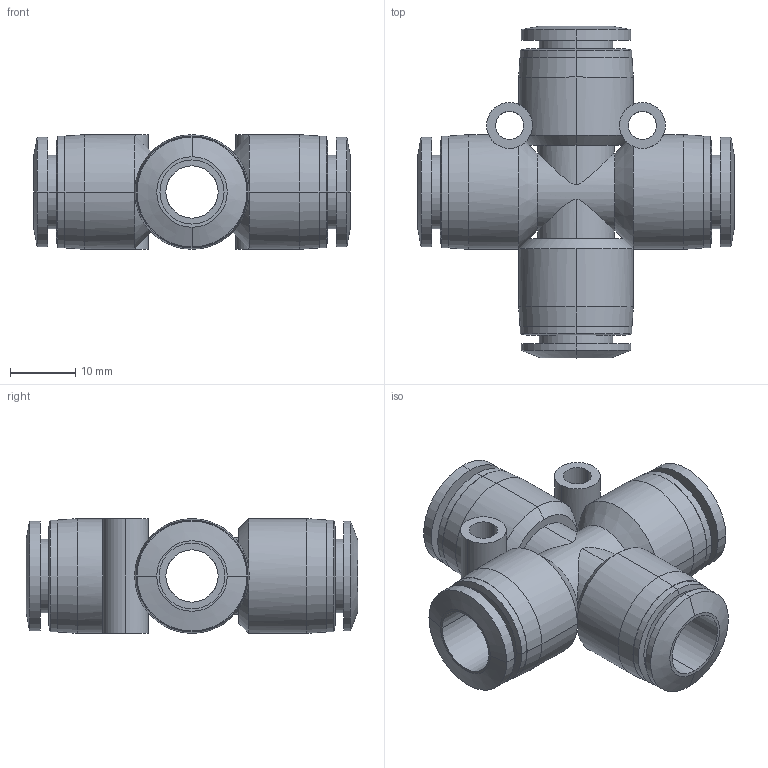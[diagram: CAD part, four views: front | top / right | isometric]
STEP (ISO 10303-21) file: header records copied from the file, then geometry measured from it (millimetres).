
FILE_DESCRIPTION (( 'STEP AP214' ), '1' );
FILE_NAME ('UX38.STEP', '2019-08-01T17:27:55', ( '' ), ( '' ), 'SwSTEP 2.0', 'SolidWorks 2018', '' );
FILE_SCHEMA (( 'AUTOMOTIVE_DESIGN' ));
Length unit declared in the file: inch
Products named in the file (1): UX38
Bounding box: 48.39 x 50.69 x 17.5 mm (x, y, z)
Volume: 11357.6 mm3; surface area: 9579.6 mm2
Topology: 1 solids, 1 shells, 122 faces, 296 edges, 184 vertices
Faces by surface type: cylinder 62, cone 34, plane 26
Entity records: 4104 total; most frequent: CARTESIAN_POINT 1161, DIRECTION 634, ORIENTED_EDGE 592, EDGE_CURVE 296, AXIS2_PLACEMENT_3D 269, VERTEX_POINT 184, EDGE_LOOP 148, CIRCLE 146
